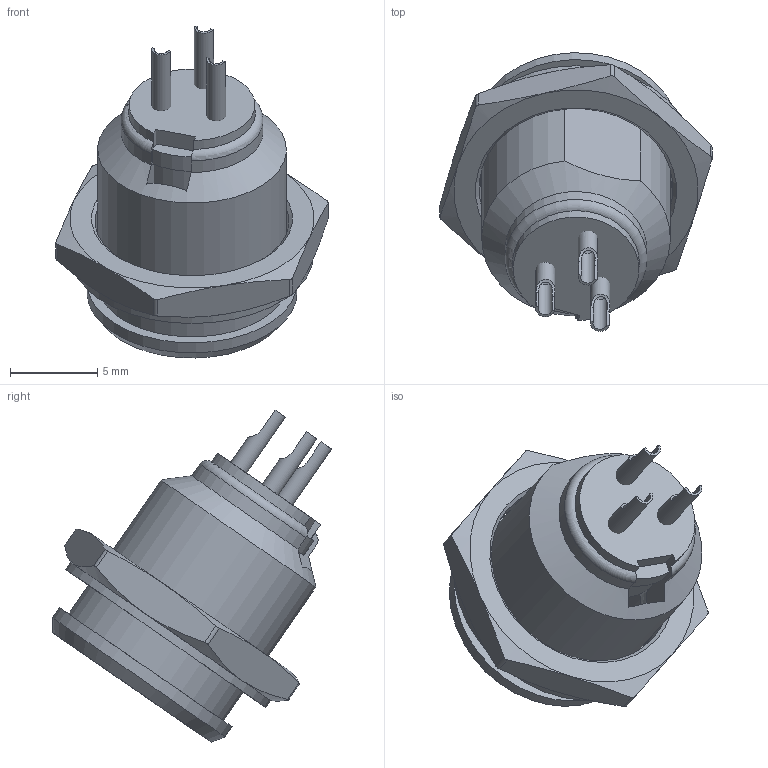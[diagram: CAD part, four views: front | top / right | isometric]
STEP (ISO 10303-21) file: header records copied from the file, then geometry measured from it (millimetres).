
FILE_DESCRIPTION((''),'2;1');
FILE_NAME('AG3MCC.stp','2015-11-11T15:21:36',('minh'),(''),'Autodesk Inventor 2012','Autodesk Inventor 2012','');
FILE_SCHEMA(('AUTOMOTIVE_DESIGN { 1 0 10303 214 1 1 1 1 }'));
Length unit declared in the file: inch
Products named in the file (1): AG3MCC_Shrinkwrap_1
Bounding box: 15.56 x 15.95 x 18.99 mm (x, y, z)
Surface area: 1544.3 mm2 (no closed solid volume)
Topology: 0 solids, 11 shells, 160 faces, 443 edges, 274 vertices
Faces by surface type: plane 86, cylinder 46, cone 27, torus 1
Full cylindrical faces by diameter (mm): 0.82 x3, 0.98 x3, 1.1 x3, 7 x1, 7.6 x1, 11.113 x1, 12 x1, 13.9 x1
Entity records: 5245 total; most frequent: CARTESIAN_POINT 1176, DIRECTION 813, ORIENTED_EDGE 704, EDGE_CURVE 411, AXIS2_PLACEMENT_3D 296, VERTEX_POINT 267, VECTOR 221, LINE 221
